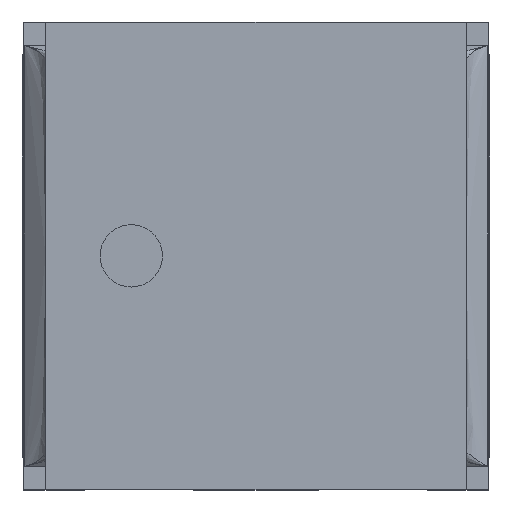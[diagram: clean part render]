
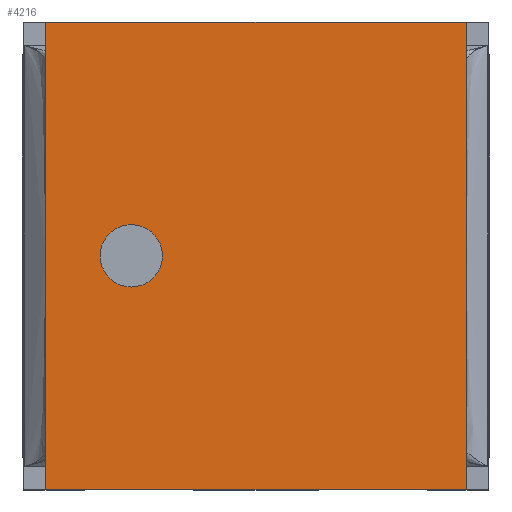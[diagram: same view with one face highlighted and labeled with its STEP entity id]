
A CAD part, top view. The second image highlights one B-rep face of the part: STEP entity #4216.
In plain terms, the highlighted planar face has unit normal (0, 0, 1).
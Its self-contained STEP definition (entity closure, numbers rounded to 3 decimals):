
#4126=VERTEX_POINT('',#4127);
#4127=CARTESIAN_POINT('',(1.35,-1.5,1.1));
#4133=EDGE_CURVE('',#4126,#4134,#4136,.T.);
#4134=VERTEX_POINT('',#4135);
#4135=CARTESIAN_POINT('',(-1.35,-1.5,1.1));
#4136=LINE('',#4137,#4138);
#4137=CARTESIAN_POINT('',(0.,-1.5,1.1));
#4138=VECTOR('',#4139,1.0);
#4139=DIRECTION('',(-1.0,0.0,0.0));
#4157=VERTEX_POINT('',#4158);
#4158=CARTESIAN_POINT('',(1.35,1.5,1.1));
#4164=EDGE_CURVE('',#4157,#4126,#4165,.T.);
#4165=LINE('',#4166,#4167);
#4166=CARTESIAN_POINT('',(1.35,0.0,1.1));
#4167=VECTOR('',#4168,1.0);
#4168=DIRECTION('',(0.0,-1.0,0.0));
#4181=VERTEX_POINT('',#4182);
#4182=CARTESIAN_POINT('',(-1.35,1.5,1.1));
#4188=EDGE_CURVE('',#4181,#4157,#4189,.T.);
#4189=LINE('',#4190,#4191);
#4190=CARTESIAN_POINT('',(0.,1.5,1.1));
#4191=VECTOR('',#4192,1.0);
#4192=DIRECTION('',(1.0,0.0,0.0));
#4203=EDGE_CURVE('',#4134,#4181,#4204,.F.);
#4204=LINE('',#4205,#4206);
#4205=CARTESIAN_POINT('',(-1.35,0.0,1.1));
#4206=VECTOR('',#4207,1.0);
#4207=DIRECTION('',(0.0,-1.0,0.0));
#4216=ADVANCED_FACE('\X2\FF8AFF9FFF70FF82\X0\ \X2\FF8EFF9EFF83FF9EFF68FF70\X0\',(#4217,#4223),#4243,.T.);
#4217=FACE_BOUND('',#4218,.T.);
#4218=EDGE_LOOP('',(#4219,#4220,#4221,#4222));
#4219=ORIENTED_EDGE('',*,*,#4203,.F.);
#4220=ORIENTED_EDGE('',*,*,#4133,.F.);
#4221=ORIENTED_EDGE('',*,*,#4164,.F.);
#4222=ORIENTED_EDGE('',*,*,#4188,.F.);
#4223=FACE_BOUND('',#4224,.T.);
#4224=EDGE_LOOP('',(#4225,#4236));
#4225=ORIENTED_EDGE('',*,*,#4226,.T.);
#4226=EDGE_CURVE('',#4227,#4229,#4231,.F.);
#4227=VERTEX_POINT('',#4228);
#4228=CARTESIAN_POINT('',(-1.0,0.,1.1));
#4229=VERTEX_POINT('',#4230);
#4230=CARTESIAN_POINT('',(-0.6,0.0,1.1));
#4231=CIRCLE('',#4232,0.2);
#4232=AXIS2_PLACEMENT_3D('',#4233,#4234,#4235);
#4233=CARTESIAN_POINT('',(-0.8,0.0,1.1));
#4234=DIRECTION('',(0.0,0.0,1.0));
#4235=DIRECTION('',(1.0,0.0,0.0));
#4236=ORIENTED_EDGE('',*,*,#4237,.T.);
#4237=EDGE_CURVE('',#4229,#4227,#4238,.F.);
#4238=CIRCLE('',#4239,0.2);
#4239=AXIS2_PLACEMENT_3D('',#4240,#4241,#4242);
#4240=CARTESIAN_POINT('',(-0.8,0.0,1.1));
#4241=DIRECTION('',(0.0,0.0,1.0));
#4242=DIRECTION('',(1.0,0.0,0.0));
#4243=PLANE('',#4244);
#4244=AXIS2_PLACEMENT_3D('',#4245,#4246,#4247);
#4245=CARTESIAN_POINT('',(0.0,0.0,1.1));
#4246=DIRECTION('',(0.0,0.0,1.0));
#4247=DIRECTION('',(1.0,0.0,0.0));
